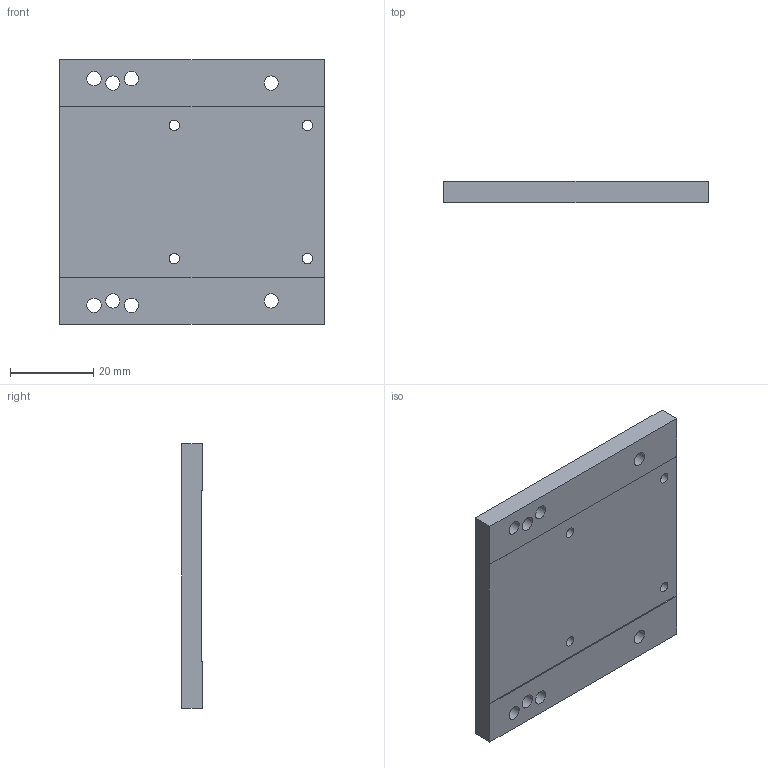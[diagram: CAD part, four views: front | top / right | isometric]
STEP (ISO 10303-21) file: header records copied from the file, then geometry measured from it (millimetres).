
FILE_DESCRIPTION(/* description */ (''),/* implementation_level */ '2;1');
FILE_NAME(/* name */ 'z mounting adapter_C1511 v3.stp',/* time_stamp */ '2020-09-22T00:32:41-07:00',/* author */ ('hongquanli'),/* organization */ (''),/* preprocessor_version */ 'ST-DEVELOPER v18',/* originating_system */ 'Autodesk Inventor 2020',/* authorisation */ '');
FILE_SCHEMA (('AUTOMOTIVE_DESIGN { 1 0 10303 214 3 1 1 }'));
Length unit declared in the file: millimetre
Products named in the file (1): z mounting adapter_C1511 v3
Bounding box: 63.5 x 5 x 63.5 mm (x, y, z)
Volume: 18993.3 mm3; surface area: 9811.2 mm2
Topology: 1 solids, 1 shells, 34 faces, 108 edges, 76 vertices
Faces by surface type: cylinder 16, plane 10, cone 8
Full cylindrical faces by diameter (mm): 2 x4, 2.5 x4, 3.454 x8
Entity records: 1313 total; most frequent: DIRECTION 230, CARTESIAN_POINT 215, ORIENTED_EDGE 208, EDGE_CURVE 104, AXIS2_PLACEMENT_3D 91, VERTEX_POINT 76, EDGE_LOOP 62, CIRCLE 56
